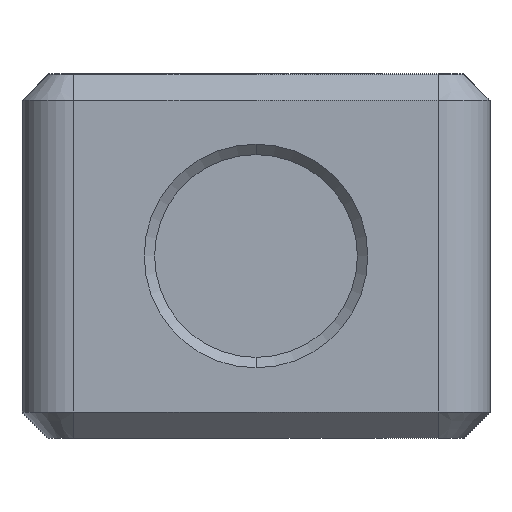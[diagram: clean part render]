
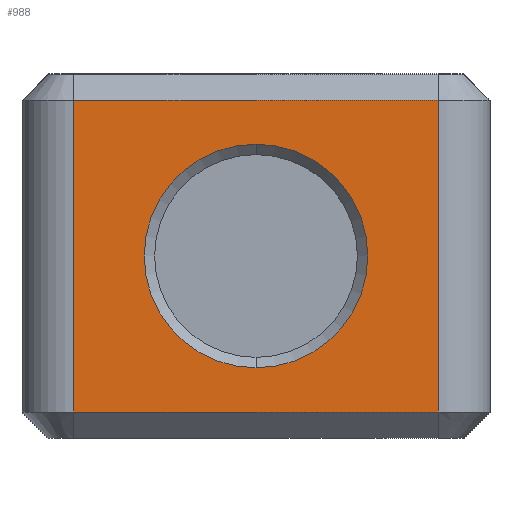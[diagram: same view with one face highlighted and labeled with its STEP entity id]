
A CAD part, front view. The second image highlights one B-rep face of the part: STEP entity #988.
In plain terms, the highlighted planar face has unit normal (0, -1, 0).
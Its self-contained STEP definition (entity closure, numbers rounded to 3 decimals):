
#43 = VERTEX_POINT ( 'NONE', #1013 ) ;
#50 = AXIS2_PLACEMENT_3D ( 'NONE', #294, #97, #940 ) ;
#68 = CARTESIAN_POINT ( 'NONE',  ( -3.5, -33.75, 0.5 ) ) ;
#97 = DIRECTION ( 'NONE',  ( 0., 1., 0. ) ) ;
#103 = DIRECTION ( 'NONE',  ( 0., 1., 0. ) ) ;
#130 = PLANE ( 'NONE',  #372 ) ;
#150 = EDGE_CURVE ( 'NONE', #1306, #595, #802, .T. ) ;
#205 = CARTESIAN_POINT ( 'NONE',  ( 4.5, -33.75, 7. ) ) ;
#206 = VERTEX_POINT ( 'NONE', #841 ) ;
#210 = EDGE_CURVE ( 'NONE', #43, #1306, #1169, .T. ) ;
#211 = ORIENTED_EDGE ( 'NONE', *, *, #1334, .T. ) ;
#258 = EDGE_CURVE ( 'NONE', #206, #1084, #531, .T. ) ;
#294 = CARTESIAN_POINT ( 'NONE',  ( 0., -33.75, 3.5 ) ) ;
#298 = DIRECTION ( 'NONE',  ( 0., 0., 1. ) ) ;
#314 = CARTESIAN_POINT ( 'NONE',  ( 3.5, -33.75, 7. ) ) ;
#315 = DIRECTION ( 'NONE',  ( -1., 0., 0. ) ) ;
#339 = ORIENTED_EDGE ( 'NONE', *, *, #258, .T. ) ;
#351 = LINE ( 'NONE', #1296, #752 ) ;
#372 = AXIS2_PLACEMENT_3D ( 'NONE', #205, #103, #1171 ) ;
#389 = ORIENTED_EDGE ( 'NONE', *, *, #1131, .T. ) ;
#465 = CIRCLE ( 'NONE', #50, 2.15 ) ;
#530 = FACE_OUTER_BOUND ( 'NONE', #811, .T. ) ;
#531 = CIRCLE ( 'NONE', #1019, 2.15 ) ;
#558 = CARTESIAN_POINT ( 'NONE',  ( -3.5, -33.75, 6.5 ) ) ;
#586 = CARTESIAN_POINT ( 'NONE',  ( 3.5, -33.75, 0.5 ) ) ;
#595 = VERTEX_POINT ( 'NONE', #68 ) ;
#622 = VERTEX_POINT ( 'NONE', #586 ) ;
#626 = DIRECTION ( 'NONE',  ( 0., 1., 0. ) ) ;
#655 = DIRECTION ( 'NONE',  ( 1., 0., 0. ) ) ;
#745 = CARTESIAN_POINT ( 'NONE',  ( 4.5, -33.75, 6.5 ) ) ;
#752 = VECTOR ( 'NONE', #655, 1000. ) ;
#774 = EDGE_CURVE ( 'NONE', #1084, #206, #465, .T. ) ;
#802 = LINE ( 'NONE', #1344, #901 ) ;
#811 = EDGE_LOOP ( 'NONE', ( #1144, #211, #389, #1161 ) ) ;
#841 = CARTESIAN_POINT ( 'NONE',  ( 0., -33.75, 5.65 ) ) ;
#853 = VECTOR ( 'NONE', #315, 1000. ) ;
#901 = VECTOR ( 'NONE', #917, 1000. ) ;
#917 = DIRECTION ( 'NONE',  ( 0., 0., -1. ) ) ;
#940 = DIRECTION ( 'NONE',  ( 0., 0., 1. ) ) ;
#942 = DIRECTION ( 'NONE',  ( 0., 0., 1. ) ) ;
#946 = CARTESIAN_POINT ( 'NONE',  ( 0., -33.75, 1.35 ) ) ;
#972 = ORIENTED_EDGE ( 'NONE', *, *, #774, .T. ) ;
#988 = ADVANCED_FACE ( 'NONE', ( #1284, #530 ), #130, .F. ) ;
#1013 = CARTESIAN_POINT ( 'NONE',  ( 3.5, -33.75, 6.5 ) ) ;
#1019 = AXIS2_PLACEMENT_3D ( 'NONE', #1073, #626, #942 ) ;
#1073 = CARTESIAN_POINT ( 'NONE',  ( 0., -33.75, 3.5 ) ) ;
#1084 = VERTEX_POINT ( 'NONE', #946 ) ;
#1114 = EDGE_LOOP ( 'NONE', ( #972, #339 ) ) ;
#1131 = EDGE_CURVE ( 'NONE', #622, #43, #1152, .T. ) ;
#1144 = ORIENTED_EDGE ( 'NONE', *, *, #150, .T. ) ;
#1152 = LINE ( 'NONE', #314, #1224 ) ;
#1161 = ORIENTED_EDGE ( 'NONE', *, *, #210, .T. ) ;
#1169 = LINE ( 'NONE', #745, #853 ) ;
#1171 = DIRECTION ( 'NONE',  ( 0., 0., 1. ) ) ;
#1224 = VECTOR ( 'NONE', #298, 1000. ) ;
#1284 = FACE_BOUND ( 'NONE', #1114, .T. ) ;
#1296 = CARTESIAN_POINT ( 'NONE',  ( 4.5, -33.75, 0.5 ) ) ;
#1306 = VERTEX_POINT ( 'NONE', #558 ) ;
#1334 = EDGE_CURVE ( 'NONE', #595, #622, #351, .T. ) ;
#1344 = CARTESIAN_POINT ( 'NONE',  ( -3.5, -33.75, 7. ) ) ;
